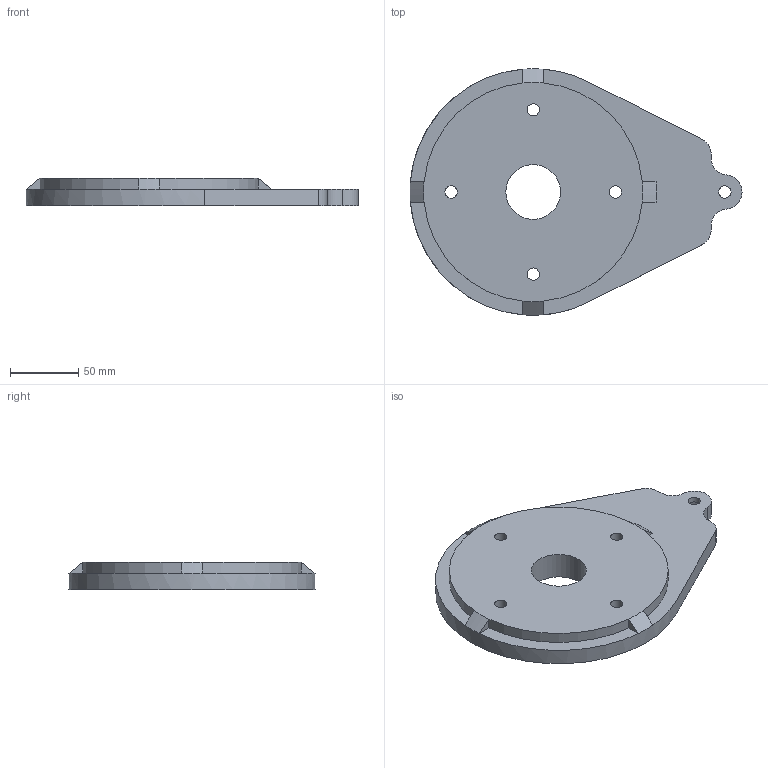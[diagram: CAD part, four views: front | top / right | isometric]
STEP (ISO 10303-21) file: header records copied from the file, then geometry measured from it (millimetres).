
FILE_DESCRIPTION(/* description */ ('STEP AP214'),/* implementation_level */ '2;1');
FILE_NAME(/* name */ '6570e84848fc2760bbd3aee9',/* time_stamp */ '2023-12-06T21:31:52Z',/* author */ (''),/* organization */ (''),/* preprocessor_version */ 'ST-DEVELOPER v19.4',/* originating_system */ ' ',/* authorisation */ ' ');
FILE_SCHEMA (('AUTOMOTIVE_DESIGN {1 0 10303 214 3 1 1}'));
Length unit declared in the file: metre
Products named in the file (1): Part 1
Bounding box: 242.5 x 179.93 x 20 mm (x, y, z)
Volume: 489988.4 mm3; surface area: 76505.3 mm2
Topology: 1 solids, 1 shells, 47 faces, 115 edges, 75 vertices
Faces by surface type: plane 22, cylinder 21, cone 4
Full cylindrical faces by diameter (mm): 9 x5, 19 x1, 20 x4, 40 x1
Entity records: 1400 total; most frequent: CARTESIAN_POINT 249, DIRECTION 244, ORIENTED_EDGE 206, EDGE_CURVE 103, AXIS2_PLACEMENT_3D 101, EDGE_LOOP 75, FACE_BOUND 75, VERTEX_POINT 74
